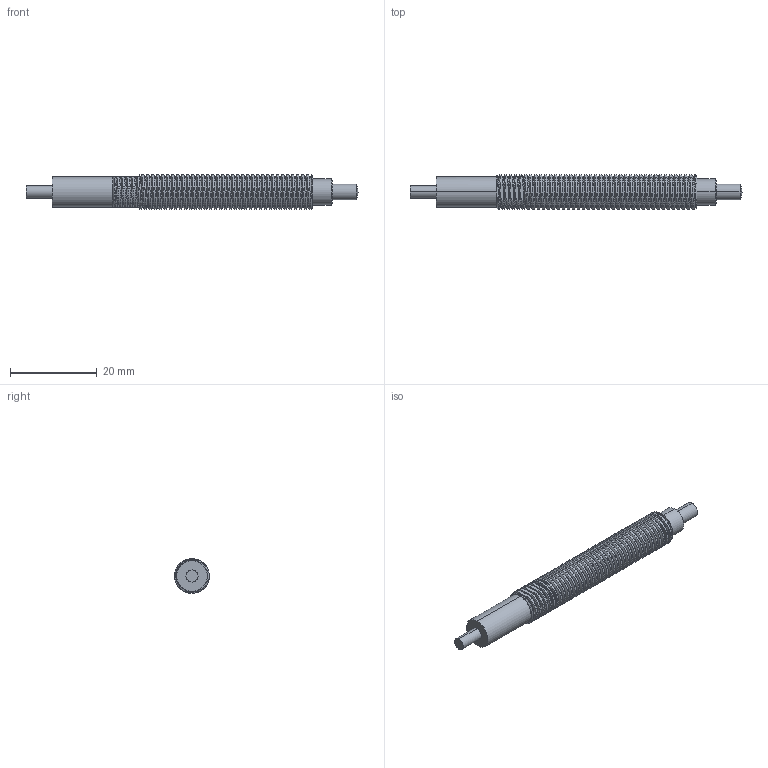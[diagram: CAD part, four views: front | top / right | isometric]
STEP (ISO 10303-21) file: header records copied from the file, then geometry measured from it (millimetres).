
FILE_DESCRIPTION (( 'STEP AP214' ), '1' );
FILE_NAME ('CSK087B-L.STEP', '2018-04-04T20:06:23', ( '' ), ( '' ), 'SwSTEP 2.0', 'SolidWorks 2017', '' );
FILE_SCHEMA (( 'AUTOMOTIVE_DESIGN' ));
Length unit declared in the file: inch
Products named in the file (1): CSK087B-L
Bounding box: 76.35 x 7.98 x 7.98 mm (x, y, z)
Volume: 2831 mm3; surface area: 2226.6 mm2
Topology: 1 solids, 1 shells, 120 faces, 339 edges, 223 vertices
Faces by surface type: cylinder 88, plane 21, cone 6, bspline 3, torus 2
Entity records: 11196 total; most frequent: CARTESIAN_POINT 8592, ORIENTED_EDGE 674, DIRECTION 406, EDGE_CURVE 337, VERTEX_POINT 223, AXIS2_PLACEMENT_3D 147, EDGE_LOOP 124, FACE_OUTER_BOUND 120
